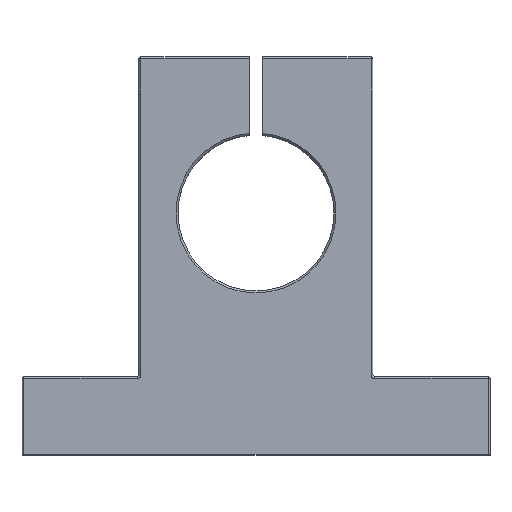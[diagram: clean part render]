
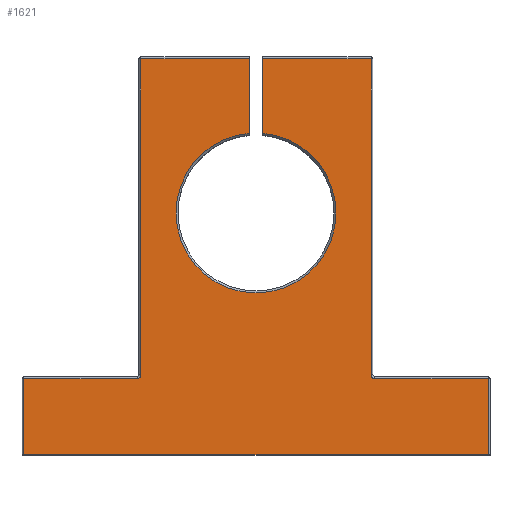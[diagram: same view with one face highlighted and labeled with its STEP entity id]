
A CAD part, top view. The second image highlights one B-rep face of the part: STEP entity #1621.
In plain terms, the highlighted planar face has unit normal (0, 0, 1).
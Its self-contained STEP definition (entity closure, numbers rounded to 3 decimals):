
#10 = LINE ( 'NONE', #317, #14 ) ;
#14 = VECTOR ( 'NONE', #318, 1000. ) ;
#62 = FACE_OUTER_BOUND ( 'NONE', #1214, .T. ) ;
#157 = LINE ( 'NONE', #549, #161 ) ;
#161 = VECTOR ( 'NONE', #561, 1000. ) ;
#162 = LINE ( 'NONE', #570, #163 ) ;
#163 = VECTOR ( 'NONE', #571, 1000. ) ;
#180 = VECTOR ( 'NONE', #606, 1000. ) ;
#182 = VECTOR ( 'NONE', #613, 1000. ) ;
#188 = LINE ( 'NONE', #596, #189 ) ;
#189 = VECTOR ( 'NONE', #597, 1000. ) ;
#190 = LINE ( 'NONE', #605, #180 ) ;
#191 = CIRCLE ( 'NONE', #1858, 0.5 ) ;
#193 = CIRCLE ( 'NONE', #1848, 10.25 ) ;
#194 = LINE ( 'NONE', #607, #195 ) ;
#195 = VECTOR ( 'NONE', #608, 1000. ) ;
#196 = LINE ( 'NONE', #602, #182 ) ;
#197 = CIRCLE ( 'NONE', #1861, 0.5 ) ;
#198 = LINE ( 'NONE', #614, #199 ) ;
#199 = VECTOR ( 'NONE', #615, 1000. ) ;
#200 = LINE ( 'NONE', #616, #201 ) ;
#201 = VECTOR ( 'NONE', #617, 1000. ) ;
#317 = CARTESIAN_POINT ( 'NONE',  ( 0.875, 51., 10. ) ) ;
#318 = DIRECTION ( 'NONE',  ( 0., 1., 0. ) ) ;
#385 = PLANE ( 'NONE',  #1809 ) ;
#398 = CARTESIAN_POINT ( 'NONE',  ( 15., 51., 10. ) ) ;
#408 = DIRECTION ( 'NONE',  ( 0., 0., 1. ) ) ;
#409 = DIRECTION ( 'NONE',  ( 1., 0., 0. ) ) ;
#549 = CARTESIAN_POINT ( 'NONE',  ( -30., 0., 10. ) ) ;
#561 = DIRECTION ( 'NONE',  ( 1., 0., 0. ) ) ;
#570 = CARTESIAN_POINT ( 'NONE',  ( -30., 9.75, 10. ) ) ;
#571 = DIRECTION ( 'NONE',  ( -1., 0., 0. ) ) ;
#584 = CARTESIAN_POINT ( 'NONE',  ( -15.25, 10.25, 10. ) ) ;
#596 = CARTESIAN_POINT ( 'NONE',  ( -15., 50.75, 10. ) ) ;
#597 = DIRECTION ( 'NONE',  ( -1., 0., 0. ) ) ;
#598 = CARTESIAN_POINT ( 'NONE',  ( 15.25, 10.25, 10. ) ) ;
#599 = DIRECTION ( 'NONE',  ( 0., 0., 1. ) ) ;
#600 = DIRECTION ( 'NONE',  ( 1., 0., 0. ) ) ;
#601 = CARTESIAN_POINT ( 'NONE',  ( 0., 31., 10. ) ) ;
#602 = CARTESIAN_POINT ( 'NONE',  ( 29.75, 10., 10. ) ) ;
#603 = DIRECTION ( 'NONE',  ( 0., 0., -1. ) ) ;
#604 = DIRECTION ( 'NONE',  ( 1., 0., 0. ) ) ;
#605 = CARTESIAN_POINT ( 'NONE',  ( -14.75, 10., 10. ) ) ;
#606 = DIRECTION ( 'NONE',  ( 0., -1., 0. ) ) ;
#607 = CARTESIAN_POINT ( 'NONE',  ( -29.75, 0., 10. ) ) ;
#608 = DIRECTION ( 'NONE',  ( 0., -1., 0. ) ) ;
#610 = DIRECTION ( 'NONE',  ( 0., 0., 1. ) ) ;
#611 = DIRECTION ( 'NONE',  ( 1., 0., 0. ) ) ;
#613 = DIRECTION ( 'NONE',  ( 0., 1., 0. ) ) ;
#614 = CARTESIAN_POINT ( 'NONE',  ( 14.75, 51., 10. ) ) ;
#615 = DIRECTION ( 'NONE',  ( 0., 1., 0. ) ) ;
#616 = CARTESIAN_POINT ( 'NONE',  ( 15., 9.75, 10. ) ) ;
#617 = DIRECTION ( 'NONE',  ( -1., 0., 0. ) ) ;
#795 = EDGE_CURVE ( 'NONE', #840, #859, #1311, .T. ) ;
#799 = CARTESIAN_POINT ( 'NONE',  ( -15., 50.75, 10. ) ) ;
#800 = VERTEX_POINT ( 'NONE', #887 ) ;
#801 = VERTEX_POINT ( 'NONE', #893 ) ;
#806 = VERTEX_POINT ( 'NONE', #896 ) ;
#824 = VERTEX_POINT ( 'NONE', #914 ) ;
#825 = VERTEX_POINT ( 'NONE', #915 ) ;
#836 = VERTEX_POINT ( 'NONE', #926 ) ;
#837 = VERTEX_POINT ( 'NONE', #927 ) ;
#840 = VERTEX_POINT ( 'NONE', #930 ) ;
#842 = VERTEX_POINT ( 'NONE', #932 ) ;
#845 = VERTEX_POINT ( 'NONE', #935 ) ;
#859 = VERTEX_POINT ( 'NONE', #949 ) ;
#865 = VERTEX_POINT ( 'NONE', #955 ) ;
#866 = VERTEX_POINT ( 'NONE', #956 ) ;
#867 = VERTEX_POINT ( 'NONE', #957 ) ;
#868 = VERTEX_POINT ( 'NONE', #958 ) ;
#886 = VERTEX_POINT ( 'NONE', #976 ) ;
#887 = CARTESIAN_POINT ( 'NONE',  ( -15.25, 9.75, 10. ) ) ;
#891 = DIRECTION ( 'NONE',  ( -1., 0., 0. ) ) ;
#893 = CARTESIAN_POINT ( 'NONE',  ( -14.75, 50.75, 10. ) ) ;
#896 = CARTESIAN_POINT ( 'NONE',  ( -10.25, 31., 10. ) ) ;
#914 = CARTESIAN_POINT ( 'NONE',  ( 10.25, 31., 10. ) ) ;
#915 = CARTESIAN_POINT ( 'NONE',  ( 0.875, 41.213, 10. ) ) ;
#926 = CARTESIAN_POINT ( 'NONE',  ( -0.875, 50.75, 10. ) ) ;
#927 = CARTESIAN_POINT ( 'NONE',  ( -0.875, 41.213, 10. ) ) ;
#930 = CARTESIAN_POINT ( 'NONE',  ( 14.75, 50.75, 10. ) ) ;
#932 = CARTESIAN_POINT ( 'NONE',  ( -29.75, 0., 10. ) ) ;
#935 = CARTESIAN_POINT ( 'NONE',  ( 29.75, 0., 10. ) ) ;
#949 = CARTESIAN_POINT ( 'NONE',  ( 0.875, 50.75, 10. ) ) ;
#955 = CARTESIAN_POINT ( 'NONE',  ( -29.75, 9.75, 10. ) ) ;
#956 = CARTESIAN_POINT ( 'NONE',  ( 29.75, 9.75, 10. ) ) ;
#957 = CARTESIAN_POINT ( 'NONE',  ( 15.25, 9.75, 10. ) ) ;
#958 = CARTESIAN_POINT ( 'NONE',  ( 14.75, 10.25, 10. ) ) ;
#976 = CARTESIAN_POINT ( 'NONE',  ( -14.75, 10.25, 10. ) ) ;
#977 = CARTESIAN_POINT ( 'NONE',  ( 0., 31., 10. ) ) ;
#980 = CARTESIAN_POINT ( 'NONE',  ( 0., 31., 10. ) ) ;
#981 = DIRECTION ( 'NONE',  ( 0., 0., -1. ) ) ;
#982 = DIRECTION ( 'NONE',  ( 1., 0., 0. ) ) ;
#983 = DIRECTION ( 'NONE',  ( 0., 0., -1. ) ) ;
#984 = DIRECTION ( 'NONE',  ( 1., 0., 0. ) ) ;
#1094 = EDGE_CURVE ( 'NONE', #824, #806, #1533, .T. ) ;
#1095 = EDGE_CURVE ( 'NONE', #825, #824, #1534, .T. ) ;
#1135 = EDGE_CURVE ( 'NONE', #836, #837, #1589, .T. ) ;
#1146 = EDGE_CURVE ( 'NONE', #825, #859, #10, .T. ) ;
#1214 = EDGE_LOOP ( 'NONE', ( #1328, #1329, #1330, #1331, #1332, #1333, #1334, #1335, #1336, #1337, #1338, #1339, #1340, #1341, #1342, #1343 ) ) ;
#1311 = LINE ( 'NONE', #799, #1528 ) ;
#1328 = ORIENTED_EDGE ( 'NONE', *, *, #1146, .F. ) ;
#1329 = ORIENTED_EDGE ( 'NONE', *, *, #1095, .T. ) ;
#1330 = ORIENTED_EDGE ( 'NONE', *, *, #1094, .T. ) ;
#1331 = ORIENTED_EDGE ( 'NONE', *, *, #1690, .T. ) ;
#1332 = ORIENTED_EDGE ( 'NONE', *, *, #1135, .F. ) ;
#1333 = ORIENTED_EDGE ( 'NONE', *, *, #1688, .T. ) ;
#1334 = ORIENTED_EDGE ( 'NONE', *, *, #1691, .T. ) ;
#1335 = ORIENTED_EDGE ( 'NONE', *, *, #1689, .F. ) ;
#1336 = ORIENTED_EDGE ( 'NONE', *, *, #1676, .T. ) ;
#1337 = ORIENTED_EDGE ( 'NONE', *, *, #1692, .T. ) ;
#1338 = ORIENTED_EDGE ( 'NONE', *, *, #1672, .T. ) ;
#1339 = ORIENTED_EDGE ( 'NONE', *, *, #1694, .T. ) ;
#1340 = ORIENTED_EDGE ( 'NONE', *, *, #1696, .T. ) ;
#1341 = ORIENTED_EDGE ( 'NONE', *, *, #1693, .F. ) ;
#1342 = ORIENTED_EDGE ( 'NONE', *, *, #1695, .T. ) ;
#1343 = ORIENTED_EDGE ( 'NONE', *, *, #795, .T. ) ;
#1528 = VECTOR ( 'NONE', #891, 1000. ) ;
#1533 = CIRCLE ( 'NONE', #1759, 10.25 ) ;
#1534 = CIRCLE ( 'NONE', #1756, 10.25 ) ;
#1570 = VECTOR ( 'NONE', #1590, 1000. ) ;
#1589 = LINE ( 'NONE', #1667, #1570 ) ;
#1590 = DIRECTION ( 'NONE',  ( 0., -1., 0. ) ) ;
#1621 = ADVANCED_FACE ( 'NONE', ( #62 ), #385, .T. ) ;
#1667 = CARTESIAN_POINT ( 'NONE',  ( -0.875, 51., 10. ) ) ;
#1672 = EDGE_CURVE ( 'NONE', #842, #845, #157, .T. ) ;
#1676 = EDGE_CURVE ( 'NONE', #800, #865, #162, .T. ) ;
#1688 = EDGE_CURVE ( 'NONE', #836, #801, #188, .T. ) ;
#1689 = EDGE_CURVE ( 'NONE', #800, #886, #191, .T. ) ;
#1690 = EDGE_CURVE ( 'NONE', #806, #837, #193, .T. ) ;
#1691 = EDGE_CURVE ( 'NONE', #801, #886, #190, .T. ) ;
#1692 = EDGE_CURVE ( 'NONE', #865, #842, #194, .T. ) ;
#1693 = EDGE_CURVE ( 'NONE', #868, #867, #197, .T. ) ;
#1694 = EDGE_CURVE ( 'NONE', #845, #866, #196, .T. ) ;
#1695 = EDGE_CURVE ( 'NONE', #868, #840, #198, .T. ) ;
#1696 = EDGE_CURVE ( 'NONE', #866, #867, #200, .T. ) ;
#1756 = AXIS2_PLACEMENT_3D ( 'NONE', #977, #983, #984 ) ;
#1759 = AXIS2_PLACEMENT_3D ( 'NONE', #980, #981, #982 ) ;
#1809 = AXIS2_PLACEMENT_3D ( 'NONE', #398, #408, #409 ) ;
#1848 = AXIS2_PLACEMENT_3D ( 'NONE', #601, #603, #604 ) ;
#1858 = AXIS2_PLACEMENT_3D ( 'NONE', #584, #599, #600 ) ;
#1861 = AXIS2_PLACEMENT_3D ( 'NONE', #598, #610, #611 ) ;
